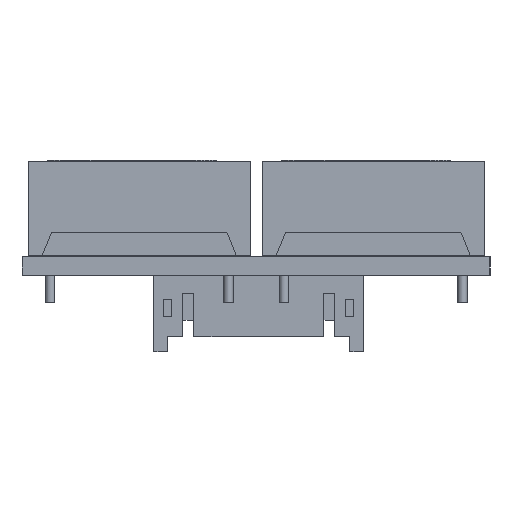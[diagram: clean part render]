
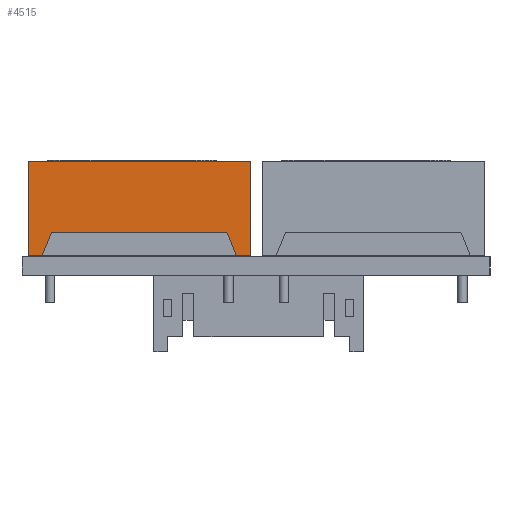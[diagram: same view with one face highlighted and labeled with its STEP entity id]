
A CAD part, left-side view. The second image highlights one B-rep face of the part: STEP entity #4515.
In plain terms, the highlighted face is planar.
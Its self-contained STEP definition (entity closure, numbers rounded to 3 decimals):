
#151 = PLANE('',#152);
#152 = AXIS2_PLACEMENT_3D('',#153,#154,#155);
#153 = CARTESIAN_POINT('',(7.62,-6.35,8.1));
#154 = DIRECTION('',(-0.,-0.,-1.));
#155 = DIRECTION('',(-1.,0.,0.));
#170 = EDGE_CURVE('',#171,#173,#175,.T.);
#171 = VERTEX_POINT('',#172);
#172 = CARTESIAN_POINT('',(-1.88,18.8,8.1));
#173 = VERTEX_POINT('',#174);
#174 = CARTESIAN_POINT('',(17.12,18.8,8.1));
#175 = SURFACE_CURVE('',#176,(#180,#187),.PCURVE_S1.);
#176 = LINE('',#177,#178);
#177 = CARTESIAN_POINT('',(-1.88,18.8,8.1));
#178 = VECTOR('',#179,1.);
#179 = DIRECTION('',(1.,0.,0.));
#180 = PCURVE('',#151,#181);
#181 = DEFINITIONAL_REPRESENTATION('',(#182),#186);
#182 = LINE('',#183,#184);
#183 = CARTESIAN_POINT('',(9.5,25.15));
#184 = VECTOR('',#185,1.);
#185 = DIRECTION('',(-1.,0.));
#186 = ( GEOMETRIC_REPRESENTATION_CONTEXT(2) 
PARAMETRIC_REPRESENTATION_CONTEXT() REPRESENTATION_CONTEXT('2D SPACE',''
  ) );
#187 = PCURVE('',#188,#193);
#188 = PLANE('',#189);
#189 = AXIS2_PLACEMENT_3D('',#190,#191,#192);
#190 = CARTESIAN_POINT('',(-1.88,18.8,0.));
#191 = DIRECTION('',(0.,1.,0.));
#192 = DIRECTION('',(1.,0.,0.));
#193 = DEFINITIONAL_REPRESENTATION('',(#194),#198);
#194 = LINE('',#195,#196);
#195 = CARTESIAN_POINT('',(0.,-8.1));
#196 = VECTOR('',#197,1.);
#197 = DIRECTION('',(1.,0.));
#198 = ( GEOMETRIC_REPRESENTATION_CONTEXT(2) 
PARAMETRIC_REPRESENTATION_CONTEXT() REPRESENTATION_CONTEXT('2D SPACE',''
  ) );
#216 = PLANE('',#217);
#217 = AXIS2_PLACEMENT_3D('',#218,#219,#220);
#218 = CARTESIAN_POINT('',(17.12,18.8,0.));
#219 = DIRECTION('',(1.,0.,0.));
#220 = DIRECTION('',(0.,-1.,0.));
#270 = PLANE('',#271);
#271 = AXIS2_PLACEMENT_3D('',#272,#273,#274);
#272 = CARTESIAN_POINT('',(-1.88,-31.5,0.));
#273 = DIRECTION('',(-1.,0.,0.));
#274 = DIRECTION('',(0.,1.,0.));
#4515 = ADVANCED_FACE('',(#4516),#188,.T.);
#4516 = FACE_BOUND('',#4517,.T.);
#4517 = EDGE_LOOP('',(#4518,#4548,#4569,#4570,#4593,#4621,#4649,#4672));
#4518 = ORIENTED_EDGE('',*,*,#4519,.F.);
#4519 = EDGE_CURVE('',#4520,#4522,#4524,.T.);
#4520 = VERTEX_POINT('',#4521);
#4521 = CARTESIAN_POINT('',(-1.88,18.8,0.));
#4522 = VERTEX_POINT('',#4523);
#4523 = CARTESIAN_POINT('',(-0.68,18.8,0.));
#4524 = SURFACE_CURVE('',#4525,(#4529,#4536),.PCURVE_S1.);
#4525 = LINE('',#4526,#4527);
#4526 = CARTESIAN_POINT('',(-1.88,18.8,0.));
#4527 = VECTOR('',#4528,1.);
#4528 = DIRECTION('',(1.,0.,0.));
#4529 = PCURVE('',#188,#4530);
#4530 = DEFINITIONAL_REPRESENTATION('',(#4531),#4535);
#4531 = LINE('',#4532,#4533);
#4532 = CARTESIAN_POINT('',(0.,0.));
#4533 = VECTOR('',#4534,1.);
#4534 = DIRECTION('',(1.,0.));
#4535 = ( GEOMETRIC_REPRESENTATION_CONTEXT(2) 
PARAMETRIC_REPRESENTATION_CONTEXT() REPRESENTATION_CONTEXT('2D SPACE',''
  ) );
#4536 = PCURVE('',#4537,#4542);
#4537 = PLANE('',#4538);
#4538 = AXIS2_PLACEMENT_3D('',#4539,#4540,#4541);
#4539 = CARTESIAN_POINT('',(7.62,-6.35,0.));
#4540 = DIRECTION('',(-0.,-0.,-1.));
#4541 = DIRECTION('',(-1.,0.,0.));
#4542 = DEFINITIONAL_REPRESENTATION('',(#4543),#4547);
#4543 = LINE('',#4544,#4545);
#4544 = CARTESIAN_POINT('',(9.5,25.15));
#4545 = VECTOR('',#4546,1.);
#4546 = DIRECTION('',(-1.,0.));
#4547 = ( GEOMETRIC_REPRESENTATION_CONTEXT(2) 
PARAMETRIC_REPRESENTATION_CONTEXT() REPRESENTATION_CONTEXT('2D SPACE',''
  ) );
#4548 = ORIENTED_EDGE('',*,*,#4549,.T.);
#4549 = EDGE_CURVE('',#4520,#171,#4550,.T.);
#4550 = SURFACE_CURVE('',#4551,(#4555,#4562),.PCURVE_S1.);
#4551 = LINE('',#4552,#4553);
#4552 = CARTESIAN_POINT('',(-1.88,18.8,0.));
#4553 = VECTOR('',#4554,1.);
#4554 = DIRECTION('',(0.,0.,1.));
#4555 = PCURVE('',#188,#4556);
#4556 = DEFINITIONAL_REPRESENTATION('',(#4557),#4561);
#4557 = LINE('',#4558,#4559);
#4558 = CARTESIAN_POINT('',(0.,0.));
#4559 = VECTOR('',#4560,1.);
#4560 = DIRECTION('',(0.,-1.));
#4561 = ( GEOMETRIC_REPRESENTATION_CONTEXT(2) 
PARAMETRIC_REPRESENTATION_CONTEXT() REPRESENTATION_CONTEXT('2D SPACE',''
  ) );
#4562 = PCURVE('',#270,#4563);
#4563 = DEFINITIONAL_REPRESENTATION('',(#4564),#4568);
#4564 = LINE('',#4565,#4566);
#4565 = CARTESIAN_POINT('',(50.3,0.));
#4566 = VECTOR('',#4567,1.);
#4567 = DIRECTION('',(0.,-1.));
#4568 = ( GEOMETRIC_REPRESENTATION_CONTEXT(2) 
PARAMETRIC_REPRESENTATION_CONTEXT() REPRESENTATION_CONTEXT('2D SPACE',''
  ) );
#4569 = ORIENTED_EDGE('',*,*,#170,.T.);
#4570 = ORIENTED_EDGE('',*,*,#4571,.F.);
#4571 = EDGE_CURVE('',#4572,#173,#4574,.T.);
#4572 = VERTEX_POINT('',#4573);
#4573 = CARTESIAN_POINT('',(17.12,18.8,0.));
#4574 = SURFACE_CURVE('',#4575,(#4579,#4586),.PCURVE_S1.);
#4575 = LINE('',#4576,#4577);
#4576 = CARTESIAN_POINT('',(17.12,18.8,0.));
#4577 = VECTOR('',#4578,1.);
#4578 = DIRECTION('',(0.,0.,1.));
#4579 = PCURVE('',#188,#4580);
#4580 = DEFINITIONAL_REPRESENTATION('',(#4581),#4585);
#4581 = LINE('',#4582,#4583);
#4582 = CARTESIAN_POINT('',(19.,0.));
#4583 = VECTOR('',#4584,1.);
#4584 = DIRECTION('',(0.,-1.));
#4585 = ( GEOMETRIC_REPRESENTATION_CONTEXT(2) 
PARAMETRIC_REPRESENTATION_CONTEXT() REPRESENTATION_CONTEXT('2D SPACE',''
  ) );
#4586 = PCURVE('',#216,#4587);
#4587 = DEFINITIONAL_REPRESENTATION('',(#4588),#4592);
#4588 = LINE('',#4589,#4590);
#4589 = CARTESIAN_POINT('',(0.,0.));
#4590 = VECTOR('',#4591,1.);
#4591 = DIRECTION('',(0.,-1.));
#4592 = ( GEOMETRIC_REPRESENTATION_CONTEXT(2) 
PARAMETRIC_REPRESENTATION_CONTEXT() REPRESENTATION_CONTEXT('2D SPACE',''
  ) );
#4593 = ORIENTED_EDGE('',*,*,#4594,.F.);
#4594 = EDGE_CURVE('',#4595,#4572,#4597,.T.);
#4595 = VERTEX_POINT('',#4596);
#4596 = CARTESIAN_POINT('',(15.92,18.8,0.));
#4597 = SURFACE_CURVE('',#4598,(#4602,#4609),.PCURVE_S1.);
#4598 = LINE('',#4599,#4600);
#4599 = CARTESIAN_POINT('',(-1.88,18.8,0.));
#4600 = VECTOR('',#4601,1.);
#4601 = DIRECTION('',(1.,0.,0.));
#4602 = PCURVE('',#188,#4603);
#4603 = DEFINITIONAL_REPRESENTATION('',(#4604),#4608);
#4604 = LINE('',#4605,#4606);
#4605 = CARTESIAN_POINT('',(0.,0.));
#4606 = VECTOR('',#4607,1.);
#4607 = DIRECTION('',(1.,0.));
#4608 = ( GEOMETRIC_REPRESENTATION_CONTEXT(2) 
PARAMETRIC_REPRESENTATION_CONTEXT() REPRESENTATION_CONTEXT('2D SPACE',''
  ) );
#4609 = PCURVE('',#4610,#4615);
#4610 = PLANE('',#4611);
#4611 = AXIS2_PLACEMENT_3D('',#4612,#4613,#4614);
#4612 = CARTESIAN_POINT('',(7.62,-6.35,0.));
#4613 = DIRECTION('',(-0.,-0.,-1.));
#4614 = DIRECTION('',(-1.,0.,0.));
#4615 = DEFINITIONAL_REPRESENTATION('',(#4616),#4620);
#4616 = LINE('',#4617,#4618);
#4617 = CARTESIAN_POINT('',(9.5,25.15));
#4618 = VECTOR('',#4619,1.);
#4619 = DIRECTION('',(-1.,0.));
#4620 = ( GEOMETRIC_REPRESENTATION_CONTEXT(2) 
PARAMETRIC_REPRESENTATION_CONTEXT() REPRESENTATION_CONTEXT('2D SPACE',''
  ) );
#4621 = ORIENTED_EDGE('',*,*,#4622,.F.);
#4622 = EDGE_CURVE('',#4623,#4595,#4625,.T.);
#4623 = VERTEX_POINT('',#4624);
#4624 = CARTESIAN_POINT('',(15.12,18.8,2.));
#4625 = SURFACE_CURVE('',#4626,(#4630,#4637),.PCURVE_S1.);
#4626 = LINE('',#4627,#4628);
#4627 = CARTESIAN_POINT('',(14.542,18.8,3.444));
#4628 = VECTOR('',#4629,1.);
#4629 = DIRECTION('',(0.371,0.,-0.928));
#4630 = PCURVE('',#188,#4631);
#4631 = DEFINITIONAL_REPRESENTATION('',(#4632),#4636);
#4632 = LINE('',#4633,#4634);
#4633 = CARTESIAN_POINT('',(16.422,-3.444));
#4634 = VECTOR('',#4635,1.);
#4635 = DIRECTION('',(0.371,0.928));
#4636 = ( GEOMETRIC_REPRESENTATION_CONTEXT(2) 
PARAMETRIC_REPRESENTATION_CONTEXT() REPRESENTATION_CONTEXT('2D SPACE',''
  ) );
#4637 = PCURVE('',#4638,#4643);
#4638 = PLANE('',#4639);
#4639 = AXIS2_PLACEMENT_3D('',#4640,#4641,#4642);
#4640 = CARTESIAN_POINT('',(-1.88,18.8,0.));
#4641 = DIRECTION('',(0.,1.,0.));
#4642 = DIRECTION('',(1.,0.,0.));
#4643 = DEFINITIONAL_REPRESENTATION('',(#4644),#4648);
#4644 = LINE('',#4645,#4646);
#4645 = CARTESIAN_POINT('',(16.422,-3.444));
#4646 = VECTOR('',#4647,1.);
#4647 = DIRECTION('',(0.371,0.928));
#4648 = ( GEOMETRIC_REPRESENTATION_CONTEXT(2) 
PARAMETRIC_REPRESENTATION_CONTEXT() REPRESENTATION_CONTEXT('2D SPACE',''
  ) );
#4649 = ORIENTED_EDGE('',*,*,#4650,.F.);
#4650 = EDGE_CURVE('',#4651,#4623,#4653,.T.);
#4651 = VERTEX_POINT('',#4652);
#4652 = CARTESIAN_POINT('',(0.12,18.8,2.));
#4653 = SURFACE_CURVE('',#4654,(#4658,#4665),.PCURVE_S1.);
#4654 = LINE('',#4655,#4656);
#4655 = CARTESIAN_POINT('',(-1.38,18.8,2.));
#4656 = VECTOR('',#4657,1.);
#4657 = DIRECTION('',(1.,0.,0.));
#4658 = PCURVE('',#188,#4659);
#4659 = DEFINITIONAL_REPRESENTATION('',(#4660),#4664);
#4660 = LINE('',#4661,#4662);
#4661 = CARTESIAN_POINT('',(0.5,-2.));
#4662 = VECTOR('',#4663,1.);
#4663 = DIRECTION('',(1.,0.));
#4664 = ( GEOMETRIC_REPRESENTATION_CONTEXT(2) 
PARAMETRIC_REPRESENTATION_CONTEXT() REPRESENTATION_CONTEXT('2D SPACE',''
  ) );
#4665 = PCURVE('',#4638,#4666);
#4666 = DEFINITIONAL_REPRESENTATION('',(#4667),#4671);
#4667 = LINE('',#4668,#4669);
#4668 = CARTESIAN_POINT('',(0.5,-2.));
#4669 = VECTOR('',#4670,1.);
#4670 = DIRECTION('',(1.,0.));
#4671 = ( GEOMETRIC_REPRESENTATION_CONTEXT(2) 
PARAMETRIC_REPRESENTATION_CONTEXT() REPRESENTATION_CONTEXT('2D SPACE',''
  ) );
#4672 = ORIENTED_EDGE('',*,*,#4673,.F.);
#4673 = EDGE_CURVE('',#4522,#4651,#4674,.T.);
#4674 = SURFACE_CURVE('',#4675,(#4679,#4686),.PCURVE_S1.);
#4675 = LINE('',#4676,#4677);
#4676 = CARTESIAN_POINT('',(-0.613,18.8,0.168));
#4677 = VECTOR('',#4678,1.);
#4678 = DIRECTION('',(0.371,0.,0.928));
#4679 = PCURVE('',#188,#4680);
#4680 = DEFINITIONAL_REPRESENTATION('',(#4681),#4685);
#4681 = LINE('',#4682,#4683);
#4682 = CARTESIAN_POINT('',(1.267,-0.168));
#4683 = VECTOR('',#4684,1.);
#4684 = DIRECTION('',(0.371,-0.928));
#4685 = ( GEOMETRIC_REPRESENTATION_CONTEXT(2) 
PARAMETRIC_REPRESENTATION_CONTEXT() REPRESENTATION_CONTEXT('2D SPACE',''
  ) );
#4686 = PCURVE('',#4638,#4687);
#4687 = DEFINITIONAL_REPRESENTATION('',(#4688),#4692);
#4688 = LINE('',#4689,#4690);
#4689 = CARTESIAN_POINT('',(1.267,-0.168));
#4690 = VECTOR('',#4691,1.);
#4691 = DIRECTION('',(0.371,-0.928));
#4692 = ( GEOMETRIC_REPRESENTATION_CONTEXT(2) 
PARAMETRIC_REPRESENTATION_CONTEXT() REPRESENTATION_CONTEXT('2D SPACE',''
  ) );
